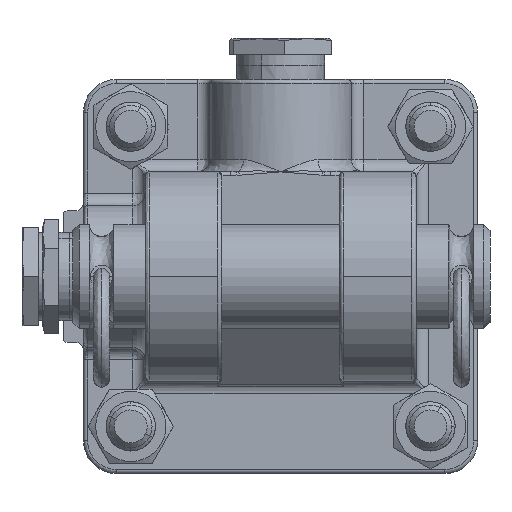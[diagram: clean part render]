
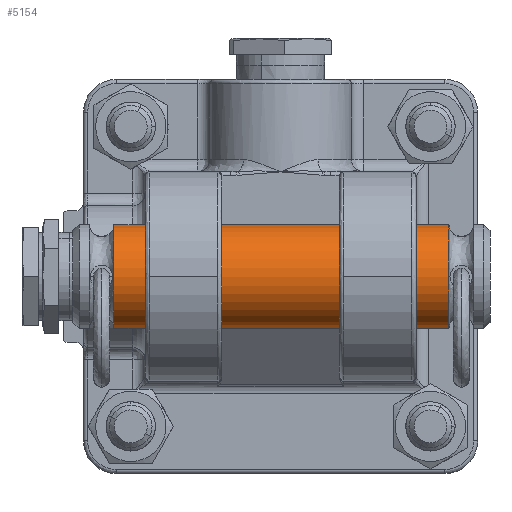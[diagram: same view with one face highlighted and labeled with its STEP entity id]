
A CAD part, left-side view. The second image highlights one B-rep face of the part: STEP entity #5154.
In plain terms, the highlighted cylindrical face has radius 12.65 mm (diameter 25.3 mm), a partial arc.
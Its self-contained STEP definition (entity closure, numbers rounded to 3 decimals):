
#347 = ORIENTED_EDGE ( 'NONE', *, *, #6870, .T. ) ;
#907 = AXIS2_PLACEMENT_3D ( 'NONE', #39988, #20763, #16997 ) ;
#1088 = FACE_OUTER_BOUND ( 'NONE', #14030, .T. ) ;
#2010 = LINE ( 'NONE', #25806, #32429 ) ;
#2018 = DIRECTION ( 'NONE',  ( 0., 0., -1. ) ) ;
#2502 = CIRCLE ( 'NONE', #24856, 12.65 ) ;
#3642 = CARTESIAN_POINT ( 'NONE',  ( 91.6, 0., -12.65 ) ) ;
#4852 = CARTESIAN_POINT ( 'NONE',  ( 10., 0., 12.65 ) ) ;
#5154 = ADVANCED_FACE ( 'NONE', ( #1088 ), #7309, .T. ) ;
#6870 = EDGE_CURVE ( 'NONE', #15247, #32434, #34885, .T. ) ;
#7309 = CYLINDRICAL_SURFACE ( 'NONE', #39517, 12.65 ) ;
#8521 = CARTESIAN_POINT ( 'NONE',  ( 10., 0., 0. ) ) ;
#9072 = CARTESIAN_POINT ( 'NONE',  ( 10., 0., 0. ) ) ;
#9552 = CARTESIAN_POINT ( 'NONE',  ( 91.6, 0., 0. ) ) ;
#10370 = CARTESIAN_POINT ( 'NONE',  ( 91.6, 0., 12.65 ) ) ;
#10494 = ORIENTED_EDGE ( 'NONE', *, *, #26765, .T. ) ;
#10935 = CARTESIAN_POINT ( 'NONE',  ( 10., -12.65, 0. ) ) ;
#11554 = ORIENTED_EDGE ( 'NONE', *, *, #30638, .T. ) ;
#11966 = DIRECTION ( 'NONE',  ( 0., 0., -1. ) ) ;
#12220 = EDGE_CURVE ( 'NONE', #18310, #35256, #37541, .T. ) ;
#12872 = DIRECTION ( 'NONE',  ( -1., 0., 0. ) ) ;
#13953 = CARTESIAN_POINT ( 'NONE',  ( 10., 0., -12.65 ) ) ;
#14030 = EDGE_LOOP ( 'NONE', ( #16474, #10494, #347, #31878, #11554, #30153 ) ) ;
#15074 = EDGE_CURVE ( 'NONE', #15378, #35256, #2010, .T. ) ;
#15223 = DIRECTION ( 'NONE',  ( 1., 0., 0. ) ) ;
#15247 = VERTEX_POINT ( 'NONE', #10935 ) ;
#15378 = VERTEX_POINT ( 'NONE', #4852 ) ;
#15792 = DIRECTION ( 'NONE',  ( 0., 0., -1. ) ) ;
#15827 = VERTEX_POINT ( 'NONE', #3642 ) ;
#16095 = CARTESIAN_POINT ( 'NONE',  ( 10., 0., -12.65 ) ) ;
#16474 = ORIENTED_EDGE ( 'NONE', *, *, #15074, .F. ) ;
#16997 = DIRECTION ( 'NONE',  ( 0., 0., -1. ) ) ;
#18310 = VERTEX_POINT ( 'NONE', #41534 ) ;
#18572 = CARTESIAN_POINT ( 'NONE',  ( 91.6, 0., 0. ) ) ;
#19648 = DIRECTION ( 'NONE',  ( 0., 0., -1. ) ) ;
#20763 = DIRECTION ( 'NONE',  ( 1., 0., 0. ) ) ;
#22027 = DIRECTION ( 'NONE',  ( 1., 0., 0. ) ) ;
#22466 = DIRECTION ( 'NONE',  ( 1., 0., 0. ) ) ;
#23379 = CIRCLE ( 'NONE', #25280, 12.65 ) ;
#24856 = AXIS2_PLACEMENT_3D ( 'NONE', #9072, #15223, #11966 ) ;
#25280 = AXIS2_PLACEMENT_3D ( 'NONE', #9552, #12872, #19648 ) ;
#25806 = CARTESIAN_POINT ( 'NONE',  ( 10., 0., 12.65 ) ) ;
#26765 = EDGE_CURVE ( 'NONE', #15378, #15247, #2502, .T. ) ;
#30153 = ORIENTED_EDGE ( 'NONE', *, *, #12220, .T. ) ;
#30638 = EDGE_CURVE ( 'NONE', #15827, #18310, #23379, .T. ) ;
#31878 = ORIENTED_EDGE ( 'NONE', *, *, #36729, .T. ) ;
#32429 = VECTOR ( 'NONE', #38802, 1000. ) ;
#32434 = VERTEX_POINT ( 'NONE', #13953 ) ;
#32484 = LINE ( 'NONE', #16095, #39230 ) ;
#34885 = CIRCLE ( 'NONE', #907, 12.65 ) ;
#35256 = VERTEX_POINT ( 'NONE', #10370 ) ;
#36196 = AXIS2_PLACEMENT_3D ( 'NONE', #18572, #39062, #15792 ) ;
#36729 = EDGE_CURVE ( 'NONE', #32434, #15827, #32484, .T. ) ;
#37541 = CIRCLE ( 'NONE', #36196, 12.65 ) ;
#38802 = DIRECTION ( 'NONE',  ( 1., 0., 0. ) ) ;
#39062 = DIRECTION ( 'NONE',  ( -1., 0., 0. ) ) ;
#39230 = VECTOR ( 'NONE', #22466, 1000. ) ;
#39517 = AXIS2_PLACEMENT_3D ( 'NONE', #8521, #22027, #2018 ) ;
#39988 = CARTESIAN_POINT ( 'NONE',  ( 10., 0., 0. ) ) ;
#41534 = CARTESIAN_POINT ( 'NONE',  ( 91.6, -12.65, 0. ) ) ;
